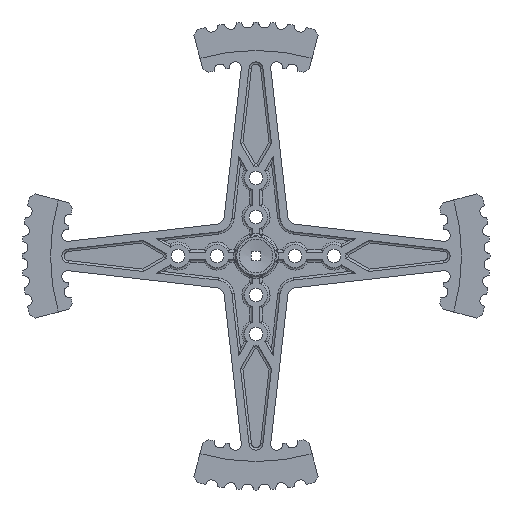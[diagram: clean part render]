
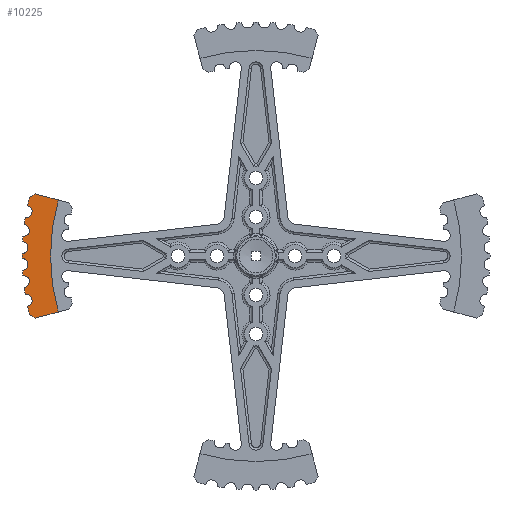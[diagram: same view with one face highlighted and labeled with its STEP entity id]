
A CAD part, front view. The second image highlights one B-rep face of the part: STEP entity #10225.
In plain terms, the highlighted planar face has unit normal (0, -1, 0).
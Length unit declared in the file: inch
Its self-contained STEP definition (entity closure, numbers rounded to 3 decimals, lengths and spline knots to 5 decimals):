
#731=CIRCLE('',#10907,2.63459);
#732=CIRCLE('',#10908,3.);
#733=CIRCLE('',#10909,0.075);
#734=CIRCLE('',#10910,3.);
#735=CIRCLE('',#10911,0.075);
#736=CIRCLE('',#10912,3.);
#737=CIRCLE('',#10913,0.075);
#738=CIRCLE('',#10914,3.);
#739=CIRCLE('',#10915,0.075);
#740=CIRCLE('',#10916,3.);
#741=CIRCLE('',#10917,0.075);
#742=CIRCLE('',#10918,3.);
#743=CIRCLE('',#10919,0.075);
#744=CIRCLE('',#10920,3.);
#1295=FACE_OUTER_BOUND('',#1900,.T.);
#1900=EDGE_LOOP('',(#6788,#6789,#6790,#6791,#6792,#6793,#6794,#6795,#6796,
#6797,#6798,#6799,#6800,#6801,#6802,#6803,#6804,#6805));
#2565=LINE('',#15658,#3328);
#2567=LINE('',#15663,#3330);
#2568=LINE('',#15665,#3331);
#2569=LINE('',#15692,#3332);
#3328=VECTOR('',#12302,0.445);
#3330=VECTOR('',#12308,0.445);
#3331=VECTOR('',#12309,0.08839);
#3332=VECTOR('',#12336,0.08839);
#4073=VERTEX_POINT('',#15511);
#4139=VERTEX_POINT('',#15655);
#4140=VERTEX_POINT('',#15657);
#4141=VERTEX_POINT('',#15662);
#4142=VERTEX_POINT('',#15664);
#4143=VERTEX_POINT('',#15666);
#4144=VERTEX_POINT('',#15668);
#4145=VERTEX_POINT('',#15670);
#4146=VERTEX_POINT('',#15672);
#4147=VERTEX_POINT('',#15674);
#4148=VERTEX_POINT('',#15676);
#4149=VERTEX_POINT('',#15678);
#4150=VERTEX_POINT('',#15680);
#4151=VERTEX_POINT('',#15682);
#4152=VERTEX_POINT('',#15684);
#4153=VERTEX_POINT('',#15686);
#4154=VERTEX_POINT('',#15688);
#4155=VERTEX_POINT('',#15690);
#5169=EDGE_CURVE('',#4139,#4140,#2565,.T.);
#5171=EDGE_CURVE('',#4139,#4073,#731,.T.);
#5172=EDGE_CURVE('',#4141,#4073,#2567,.T.);
#5173=EDGE_CURVE('',#4142,#4141,#2568,.T.);
#5174=EDGE_CURVE('',#4143,#4142,#732,.T.);
#5175=EDGE_CURVE('',#4144,#4143,#733,.T.);
#5176=EDGE_CURVE('',#4145,#4144,#734,.T.);
#5177=EDGE_CURVE('',#4146,#4145,#735,.T.);
#5178=EDGE_CURVE('',#4147,#4146,#736,.T.);
#5179=EDGE_CURVE('',#4148,#4147,#737,.T.);
#5180=EDGE_CURVE('',#4149,#4148,#738,.T.);
#5181=EDGE_CURVE('',#4150,#4149,#739,.T.);
#5182=EDGE_CURVE('',#4151,#4150,#740,.T.);
#5183=EDGE_CURVE('',#4152,#4151,#741,.T.);
#5184=EDGE_CURVE('',#4153,#4152,#742,.T.);
#5185=EDGE_CURVE('',#4154,#4153,#743,.T.);
#5186=EDGE_CURVE('',#4155,#4154,#744,.T.);
#5187=EDGE_CURVE('',#4140,#4155,#2569,.T.);
#6788=ORIENTED_EDGE('',*,*,#5171,.T.);
#6789=ORIENTED_EDGE('',*,*,#5172,.F.);
#6790=ORIENTED_EDGE('',*,*,#5173,.F.);
#6791=ORIENTED_EDGE('',*,*,#5174,.F.);
#6792=ORIENTED_EDGE('',*,*,#5175,.F.);
#6793=ORIENTED_EDGE('',*,*,#5176,.F.);
#6794=ORIENTED_EDGE('',*,*,#5177,.F.);
#6795=ORIENTED_EDGE('',*,*,#5178,.F.);
#6796=ORIENTED_EDGE('',*,*,#5179,.F.);
#6797=ORIENTED_EDGE('',*,*,#5180,.F.);
#6798=ORIENTED_EDGE('',*,*,#5181,.F.);
#6799=ORIENTED_EDGE('',*,*,#5182,.F.);
#6800=ORIENTED_EDGE('',*,*,#5183,.F.);
#6801=ORIENTED_EDGE('',*,*,#5184,.F.);
#6802=ORIENTED_EDGE('',*,*,#5185,.F.);
#6803=ORIENTED_EDGE('',*,*,#5186,.F.);
#6804=ORIENTED_EDGE('',*,*,#5187,.F.);
#6805=ORIENTED_EDGE('',*,*,#5169,.F.);
#9922=PLANE('',#10906);
#10225=ADVANCED_FACE('',(#1295),#9922,.F.);
#10906=AXIS2_PLACEMENT_3D('',#15660,#12304,#12305);
#10907=AXIS2_PLACEMENT_3D('',#15661,#12306,#12307);
#10908=AXIS2_PLACEMENT_3D('',#15667,#12310,#12311);
#10909=AXIS2_PLACEMENT_3D('',#15669,#12312,#12313);
#10910=AXIS2_PLACEMENT_3D('',#15671,#12314,#12315);
#10911=AXIS2_PLACEMENT_3D('',#15673,#12316,#12317);
#10912=AXIS2_PLACEMENT_3D('',#15675,#12318,#12319);
#10913=AXIS2_PLACEMENT_3D('',#15677,#12320,#12321);
#10914=AXIS2_PLACEMENT_3D('',#15679,#12322,#12323);
#10915=AXIS2_PLACEMENT_3D('',#15681,#12324,#12325);
#10916=AXIS2_PLACEMENT_3D('',#15683,#12326,#12327);
#10917=AXIS2_PLACEMENT_3D('',#15685,#12328,#12329);
#10918=AXIS2_PLACEMENT_3D('',#15687,#12330,#12331);
#10919=AXIS2_PLACEMENT_3D('',#15689,#12332,#12333);
#10920=AXIS2_PLACEMENT_3D('',#15691,#12334,#12335);
#12302=DIRECTION('',(-0.968,0.,-0.25));
#12304=DIRECTION('center_axis',(0.,1.,0.));
#12305=DIRECTION('ref_axis',(0.,0.,1.));
#12306=DIRECTION('center_axis',(0.,1.,0.));
#12307=DIRECTION('ref_axis',(0.993,0.,0.114));
#12308=DIRECTION('',(0.968,0.,-0.25));
#12309=DIRECTION('',(0.861,0.,0.508));
#12310=DIRECTION('center_axis',(0.,1.,0.));
#12311=DIRECTION('ref_axis',(0.,0.,1.));
#12312=DIRECTION('center_axis',(0.,-1.,0.));
#12313=DIRECTION('ref_axis',(0.,0.,-1.));
#12314=DIRECTION('center_axis',(0.,1.,0.));
#12315=DIRECTION('ref_axis',(0.,0.,1.));
#12316=DIRECTION('center_axis',(0.,-1.,0.));
#12317=DIRECTION('ref_axis',(0.,0.,-1.));
#12318=DIRECTION('center_axis',(0.,1.,0.));
#12319=DIRECTION('ref_axis',(0.,0.,1.));
#12320=DIRECTION('center_axis',(0.,-1.,0.));
#12321=DIRECTION('ref_axis',(0.,0.,-1.));
#12322=DIRECTION('center_axis',(0.,1.,0.));
#12323=DIRECTION('ref_axis',(0.,0.,1.));
#12324=DIRECTION('center_axis',(0.,-1.,0.));
#12325=DIRECTION('ref_axis',(0.,0.,-1.));
#12326=DIRECTION('center_axis',(0.,1.,0.));
#12327=DIRECTION('ref_axis',(0.,0.,1.));
#12328=DIRECTION('center_axis',(0.,-1.,0.));
#12329=DIRECTION('ref_axis',(0.,0.,-1.));
#12330=DIRECTION('center_axis',(0.,1.,0.));
#12331=DIRECTION('ref_axis',(0.,0.,1.));
#12332=DIRECTION('center_axis',(0.,-1.,0.));
#12333=DIRECTION('ref_axis',(0.,0.,-1.));
#12334=DIRECTION('center_axis',(0.,1.,0.));
#12335=DIRECTION('ref_axis',(0.,0.,1.));
#12336=DIRECTION('',(-0.861,0.,0.508));
#15511=CARTESIAN_POINT('',(-2.53435,0.,0.71892));
#15655=CARTESIAN_POINT('',(-2.53435,0.,-0.71892));
#15657=CARTESIAN_POINT('',(-2.8286,0.,-0.79489));
#15658=CARTESIAN_POINT('',(-2.39773,0.,-0.68364));
#15660=CARTESIAN_POINT('Origin',(0.,0.,0.));
#15661=CARTESIAN_POINT('Origin',(0.00025,0.,0.));
#15662=CARTESIAN_POINT('',(-2.8286,0.,0.79489));
#15663=CARTESIAN_POINT('',(-2.8286,0.,0.79489));
#15664=CARTESIAN_POINT('',(-2.90474,0.,0.75));
#15665=CARTESIAN_POINT('',(-2.90474,0.,0.75));
#15666=CARTESIAN_POINT('',(-2.93032,0.,0.64281));
#15667=CARTESIAN_POINT('Origin',(0.,0.,0.));
#15668=CARTESIAN_POINT('',(-2.95879,0.,0.49554));
#15669=CARTESIAN_POINT('Origin',(-2.94548,0.,0.56935));
#15670=CARTESIAN_POINT('',(-2.9732,0.,0.40014));
#15671=CARTESIAN_POINT('Origin',(0.,0.,0.));
#15672=CARTESIAN_POINT('',(-2.98948,0.,0.25104));
#15673=CARTESIAN_POINT('Origin',(-2.98227,0.,0.32569));
#15674=CARTESIAN_POINT('',(-2.99437,0.,0.18366));
#15675=CARTESIAN_POINT('Origin',(0.,0.,0.));
#15676=CARTESIAN_POINT('',(-2.99981,0.,0.03377));
#15677=CARTESIAN_POINT('Origin',(-2.99803,0.,0.10875));
#15678=CARTESIAN_POINT('',(-2.99981,0.,-0.03377));
#15679=CARTESIAN_POINT('Origin',(0.,0.,0.));
#15680=CARTESIAN_POINT('',(-2.99437,0.,-0.18366));
#15681=CARTESIAN_POINT('Origin',(-2.99803,0.,-0.10875));
#15682=CARTESIAN_POINT('',(-2.98948,0.,-0.25104));
#15683=CARTESIAN_POINT('Origin',(0.,0.,0.));
#15684=CARTESIAN_POINT('',(-2.9732,0.,-0.40014));
#15685=CARTESIAN_POINT('Origin',(-2.98227,0.,-0.32569));
#15686=CARTESIAN_POINT('',(-2.95879,0.,-0.49554));
#15687=CARTESIAN_POINT('Origin',(0.,0.,0.));
#15688=CARTESIAN_POINT('',(-2.93032,0.,-0.64281));
#15689=CARTESIAN_POINT('Origin',(-2.94548,0.,-0.56935));
#15690=CARTESIAN_POINT('',(-2.90474,0.,-0.75));
#15691=CARTESIAN_POINT('Origin',(0.,0.,0.));
#15692=CARTESIAN_POINT('',(-2.8286,0.,-0.79489));
